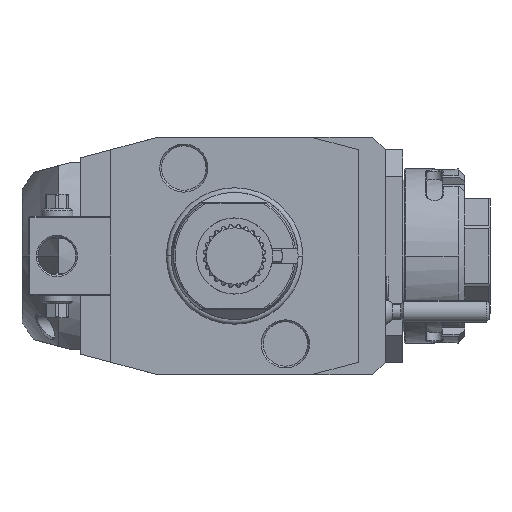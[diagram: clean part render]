
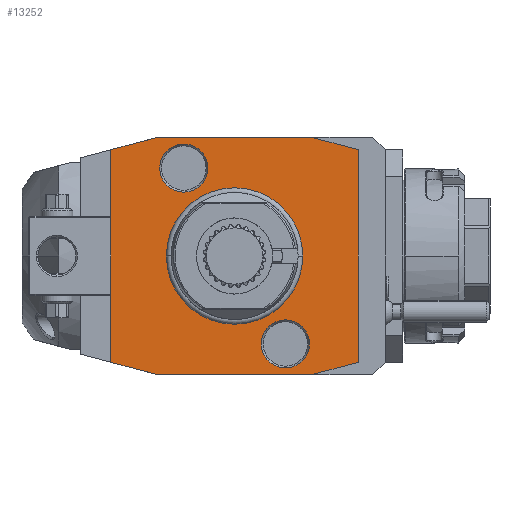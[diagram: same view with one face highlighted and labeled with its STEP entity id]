
A CAD part, front view. The second image highlights one B-rep face of the part: STEP entity #13252.
In plain terms, the highlighted planar face has unit normal (0, -1, 0).
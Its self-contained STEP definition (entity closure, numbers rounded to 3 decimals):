
#1=DIRECTION('',(1.,0.,0.));
#2=VECTOR('',#1,48.);
#3=CARTESIAN_POINT('',(-24.,0.,-37.5));
#4=LINE('',#3,#2);
#5=DIRECTION('',(0.966,0.,-0.259));
#6=VECTOR('',#5,15.529);
#7=CARTESIAN_POINT('',(-39.,0.,-33.481));
#8=LINE('',#7,#6);
#9=DIRECTION('',(0.,0.,-1.));
#10=VECTOR('',#9,66.962);
#11=CARTESIAN_POINT('',(-39.,0.,33.481));
#12=LINE('',#11,#10);
#13=DIRECTION('',(-0.966,0.,-0.259));
#14=VECTOR('',#13,15.529);
#15=CARTESIAN_POINT('',(-24.,0.,37.5));
#16=LINE('',#15,#14);
#17=DIRECTION('',(-1.,0.,0.));
#18=VECTOR('',#17,48.);
#19=CARTESIAN_POINT('',(24.,0.,37.5));
#20=LINE('',#19,#18);
#21=DIRECTION('',(-0.966,0.,0.259));
#22=VECTOR('',#21,15.529);
#23=CARTESIAN_POINT('',(39.,0.,33.481));
#24=LINE('',#23,#22);
#25=DIRECTION('',(0.,0.,1.));
#26=VECTOR('',#25,66.962);
#27=CARTESIAN_POINT('',(39.,0.,-33.481));
#28=LINE('',#27,#26);
#29=DIRECTION('',(0.966,0.,0.259));
#30=VECTOR('',#29,15.529);
#31=CARTESIAN_POINT('',(24.,0.,-37.5));
#32=LINE('',#31,#30);
#33=CARTESIAN_POINT('',(-16.,0.,27.713));
#34=DIRECTION('',(0.,1.,0.));
#35=DIRECTION('',(-1.,0.,0.));
#36=AXIS2_PLACEMENT_3D('',#33,#34,#35);
#38=CARTESIAN_POINT('',(-16.,0.,27.713));
#39=DIRECTION('',(0.,1.,0.));
#40=DIRECTION('',(1.,0.,0.));
#41=AXIS2_PLACEMENT_3D('',#38,#39,#40);
#43=CARTESIAN_POINT('',(16.,0.,-27.713));
#44=DIRECTION('',(0.,1.,0.));
#45=DIRECTION('',(-1.,0.,0.));
#46=AXIS2_PLACEMENT_3D('',#43,#44,#45);
#48=CARTESIAN_POINT('',(16.,0.,-27.713));
#49=DIRECTION('',(0.,1.,0.));
#50=DIRECTION('',(1.,0.,0.));
#51=AXIS2_PLACEMENT_3D('',#48,#49,#50);
#5767=CARTESIAN_POINT('',(0.,0.,0.));
#5768=DIRECTION('',(0.,1.,0.));
#5769=DIRECTION('',(-1.,0.,0.));
#5770=AXIS2_PLACEMENT_3D('',#5767,#5768,#5769);
#5772=CARTESIAN_POINT('',(0.,0.,0.));
#5773=DIRECTION('',(0.,1.,0.));
#5774=DIRECTION('',(1.,0.,0.));
#5775=AXIS2_PLACEMENT_3D('',#5772,#5773,#5774);
#11747=CARTESIAN_POINT('',(-23.577,0.,
27.713));
#11748=CARTESIAN_POINT('',(-8.423,0.,
27.713));
#11749=VERTEX_POINT('',#11747);
#11750=VERTEX_POINT('',#11748);
#11925=CARTESIAN_POINT('',(8.423,0.,
-27.713));
#11926=CARTESIAN_POINT('',(23.577,0.,
-27.713));
#11927=VERTEX_POINT('',#11925);
#11928=VERTEX_POINT('',#11926);
#12851=CARTESIAN_POINT('',(-24.,0.,-37.5));
#12852=CARTESIAN_POINT('',(24.,0.,-37.5));
#12853=VERTEX_POINT('',#12851);
#12854=VERTEX_POINT('',#12852);
#12855=CARTESIAN_POINT('',(39.,0.,-33.481));
#12856=CARTESIAN_POINT('',(39.,0.,33.481));
#12857=VERTEX_POINT('',#12855);
#12858=VERTEX_POINT('',#12856);
#12859=CARTESIAN_POINT('',(24.,0.,37.5));
#12860=VERTEX_POINT('',#12859);
#12861=CARTESIAN_POINT('',(-24.,0.,37.5));
#12862=VERTEX_POINT('',#12861);
#12863=CARTESIAN_POINT('',(-39.,0.,33.481));
#12864=VERTEX_POINT('',#12863);
#12865=CARTESIAN_POINT('',(-39.,0.,-33.481));
#12866=VERTEX_POINT('',#12865);
#13127=CARTESIAN_POINT('',(-21.137,0.,0.));
#13128=CARTESIAN_POINT('',(21.137,0.,0.));
#13129=VERTEX_POINT('',#13127);
#13130=VERTEX_POINT('',#13128);
#13211=CARTESIAN_POINT('',(0.,0.,0.));
#13212=DIRECTION('',(0.,-1.,0.));
#13213=DIRECTION('',(-1.,0.,0.));
#13214=AXIS2_PLACEMENT_3D('',#13211,#13212,#13213);
#13215=PLANE('',#13214);
#13217=ORIENTED_EDGE('',*,*,#13216,.F.);
#13219=ORIENTED_EDGE('',*,*,#13218,.F.);
#13221=ORIENTED_EDGE('',*,*,#13220,.F.);
#13223=ORIENTED_EDGE('',*,*,#13222,.F.);
#13225=ORIENTED_EDGE('',*,*,#13224,.F.);
#13227=ORIENTED_EDGE('',*,*,#13226,.F.);
#13229=ORIENTED_EDGE('',*,*,#13228,.F.);
#13231=ORIENTED_EDGE('',*,*,#13230,.F.);
#13232=EDGE_LOOP('',(#13217,#13219,#13221,#13223,#13225,#13227,#13229,#13231));
#13233=FACE_OUTER_BOUND('',#13232,.F.);
#13235=ORIENTED_EDGE('',*,*,#13234,.F.);
#13237=ORIENTED_EDGE('',*,*,#13236,.F.);
#13238=EDGE_LOOP('',(#13235,#13237));
#13239=FACE_BOUND('',#13238,.F.);
#13241=ORIENTED_EDGE('',*,*,#13240,.F.);
#13243=ORIENTED_EDGE('',*,*,#13242,.F.);
#13244=EDGE_LOOP('',(#13241,#13243));
#13245=FACE_BOUND('',#13244,.F.);
#13247=ORIENTED_EDGE('',*,*,#13246,.F.);
#13249=ORIENTED_EDGE('',*,*,#13248,.F.);
#13250=EDGE_LOOP('',(#13247,#13249));
#13251=FACE_BOUND('',#13250,.F.);
#37=CIRCLE('',#36,7.577);
#42=CIRCLE('',#41,7.577);
#47=CIRCLE('',#46,7.577);
#52=CIRCLE('',#51,7.577);
#5771=CIRCLE('',#5770,21.137);
#5776=CIRCLE('',#5775,21.137);
#13216=EDGE_CURVE('',#12853,#12854,#4,.T.);
#13218=EDGE_CURVE('',#12866,#12853,#8,.T.);
#13220=EDGE_CURVE('',#12864,#12866,#12,.T.);
#13222=EDGE_CURVE('',#12862,#12864,#16,.T.);
#13224=EDGE_CURVE('',#12860,#12862,#20,.T.);
#13226=EDGE_CURVE('',#12858,#12860,#24,.T.);
#13228=EDGE_CURVE('',#12857,#12858,#28,.T.);
#13230=EDGE_CURVE('',#12854,#12857,#32,.T.);
#13234=EDGE_CURVE('',#13129,#13130,#5771,.T.);
#13236=EDGE_CURVE('',#13130,#13129,#5776,.T.);
#13240=EDGE_CURVE('',#11749,#11750,#37,.T.);
#13242=EDGE_CURVE('',#11750,#11749,#42,.T.);
#13246=EDGE_CURVE('',#11927,#11928,#47,.T.);
#13248=EDGE_CURVE('',#11928,#11927,#52,.T.);
#13252=ADVANCED_FACE('',(#13233,#13239,#13245,#13251),#13215,.T.);
